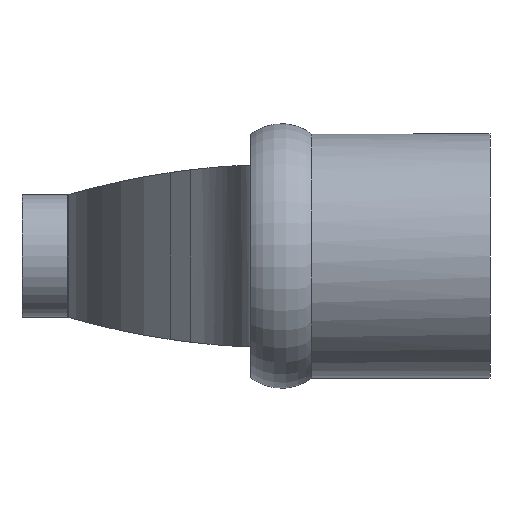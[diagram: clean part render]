
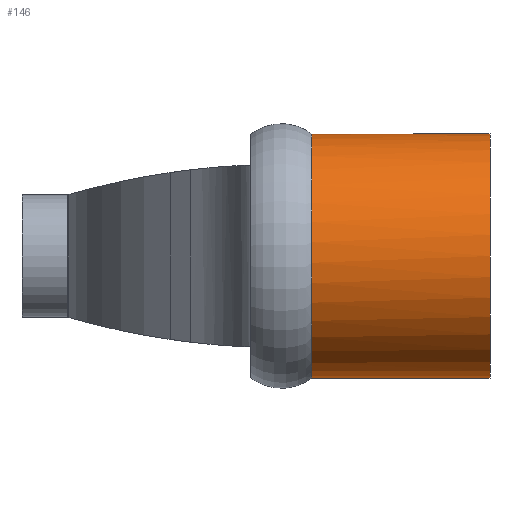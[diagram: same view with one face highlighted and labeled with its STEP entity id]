
A CAD part, left-side view. The second image highlights one B-rep face of the part: STEP entity #146.
In plain terms, the highlighted cylindrical face has radius 24 mm (diameter 48 mm), a full revolution.
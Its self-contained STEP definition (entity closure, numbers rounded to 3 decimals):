
#111=FACE_BOUND('',#259,.T.);
#112=FACE_BOUND('',#260,.T.);
#146=ADVANCED_FACE('',(#111,#112),#191,.T.);
#191=CYLINDRICAL_SURFACE('',#991,24.);
#259=EDGE_LOOP('',(#453));
#260=EDGE_LOOP('',(#454,#455,#456));
#392=CIRCLE('',#985,24.);
#393=CIRCLE('',#987,24.);
#394=CIRCLE('',#989,24.);
#395=CIRCLE('',#990,24.);
#453=ORIENTED_EDGE('',*,*,#798,.F.);
#454=ORIENTED_EDGE('',*,*,#799,.F.);
#455=ORIENTED_EDGE('',*,*,#797,.F.);
#456=ORIENTED_EDGE('',*,*,#800,.F.);
#695=VERTEX_POINT('',#1558);
#699=VERTEX_POINT('',#1579);
#700=VERTEX_POINT('',#1583);
#701=VERTEX_POINT('',#1586);
#797=EDGE_CURVE('',#699,#695,#392,.T.);
#798=EDGE_CURVE('',#700,#700,#393,.T.);
#799=EDGE_CURVE('',#695,#701,#394,.T.);
#800=EDGE_CURVE('',#701,#699,#395,.T.);
#985=AXIS2_PLACEMENT_3D('',#1580,#1064,#1065);
#987=AXIS2_PLACEMENT_3D('',#1582,#1068,#1069);
#989=AXIS2_PLACEMENT_3D('',#1585,#1072,#1073);
#990=AXIS2_PLACEMENT_3D('',#1587,#1074,#1075);
#991=AXIS2_PLACEMENT_3D('',#1588,#1076,#1077);
#1064=DIRECTION('',(0.,1.,0.));
#1065=DIRECTION('',(0.,0.,1.));
#1068=DIRECTION('',(0.,-1.,0.));
#1069=DIRECTION('',(0.,0.,-1.));
#1072=DIRECTION('',(0.,1.,0.));
#1073=DIRECTION('',(0.,0.,1.));
#1074=DIRECTION('',(0.,1.,0.));
#1075=DIRECTION('',(0.,0.,1.));
#1076=DIRECTION('',(0.,-1.,0.));
#1077=DIRECTION('',(0.,0.,-1.));
#1558=CARTESIAN_POINT('',(179.022,79.5,17.868));
#1579=CARTESIAN_POINT('',(179.,79.5,-17.889));
#1580=CARTESIAN_POINT('',(163.,79.5,0.));
#1582=CARTESIAN_POINT('',(163.,44.5,0.));
#1583=CARTESIAN_POINT('',(163.,44.5,-24.));
#1585=CARTESIAN_POINT('',(163.,79.5,0.));
#1586=CARTESIAN_POINT('',(187.,79.5,0.));
#1587=CARTESIAN_POINT('',(163.,79.5,0.));
#1588=CARTESIAN_POINT('',(163.,32.5,0.));
